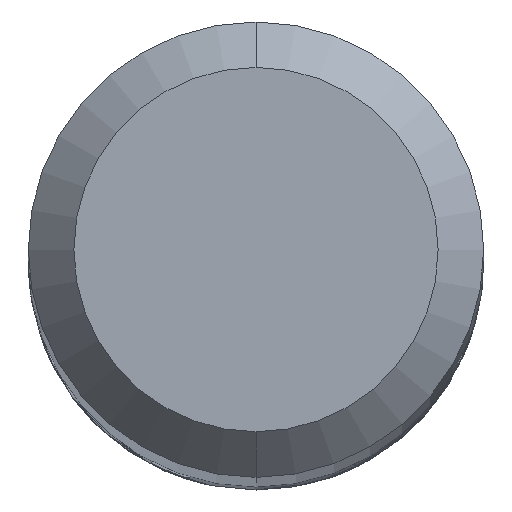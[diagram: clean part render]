
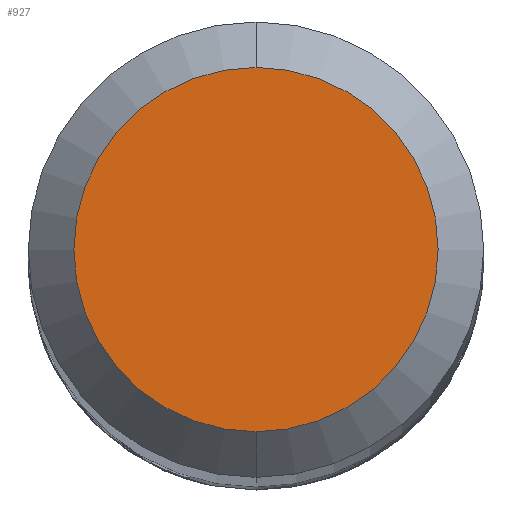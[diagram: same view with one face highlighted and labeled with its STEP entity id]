
A CAD part, top view. The second image highlights one B-rep face of the part: STEP entity #927.
In plain terms, the highlighted planar face has unit normal (0, 0, 1).
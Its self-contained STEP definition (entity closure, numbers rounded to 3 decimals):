
#867=EDGE_CURVE('',#1259,#1953,#2320,.T.);
#927=ADVANCED_FACE('',(#2385),#2386,.T.);
#1259=VERTEX_POINT('',#2750);
#1531=EDGE_CURVE('',#1953,#1259,#3039,.T.);
#1953=VERTEX_POINT('',#3495);
#2320=CIRCLE('',#4700,1.2);
#2385=FACE_OUTER_BOUND('',#5072,.T.);
#2386=PLANE('',#5073);
#2750=CARTESIAN_POINT('',(0.0,1.2,0.0));
#3039=CIRCLE('',#8013,1.2);
#3495=CARTESIAN_POINT('',(0.,-1.2,0.0));
#4700=AXIS2_PLACEMENT_3D('',#13795,#13796,#13797);
#5072=EDGE_LOOP('',(#13888,#13889));
#5073=AXIS2_PLACEMENT_3D('',#13890,#13891,#13892);
#8013=AXIS2_PLACEMENT_3D('',#14605,#14606,#14607);
#13795=CARTESIAN_POINT('',(0.0,0.0,0.0));
#13796=DIRECTION('',(0.0,0.0,-1.0));
#13797=DIRECTION('',(0.0,1.0,0.0));
#13888=ORIENTED_EDGE('',*,*,#867,.F.);
#13889=ORIENTED_EDGE('',*,*,#1531,.F.);
#13890=CARTESIAN_POINT('',(0.0,0.6,0.0));
#13891=DIRECTION('',(-0.0,0.0,1.0));
#13892=DIRECTION('',(0.0,-1.0,0.0));
#14605=CARTESIAN_POINT('',(0.0,0.0,0.0));
#14606=DIRECTION('',(0.0,0.0,-1.0));
#14607=DIRECTION('',(0.0,1.0,0.0));
